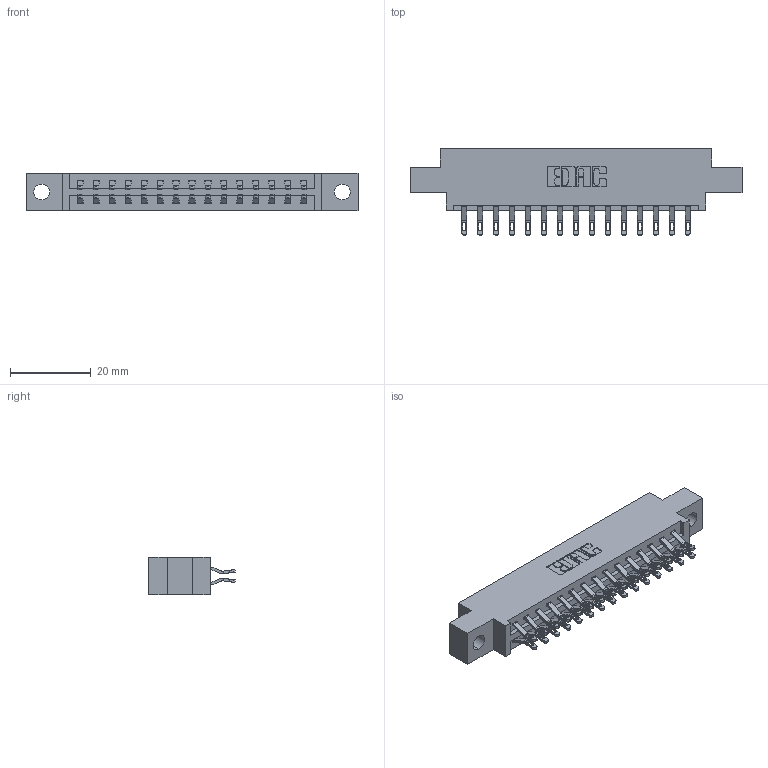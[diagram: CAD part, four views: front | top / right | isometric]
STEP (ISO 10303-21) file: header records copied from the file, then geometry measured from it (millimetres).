
FILE_DESCRIPTION (( 'STEP AP203' ), '1' );
FILE_NAME ('387-030-555-804.STEP', '2019-10-17T14:51:45', ( '' ), ( '' ), 'SwSTEP 2.0', 'SolidWorks 2016', '' );
FILE_SCHEMA (( 'CONFIG_CONTROL_DESIGN' ));
Length unit declared in the file: inch
Products named in the file (3): 387-030-555-804; 337 Part_0.170 Offset - 0.156 Dia-TH; 345-292-001_555 Tail
Assembly tree (31 placements, depth 2):
  387-030-555-804
    337 Part_0.170 Offset - 0.156 Dia-TH
    345-292-001_555 Tail  x30
Bounding box: 82.45 x 21.47 x 9.4 mm (x, y, z)
Volume: 8211.3 mm3; surface area: 9253.8 mm2
Topology: 31 solids, 31 shells, 1918 faces, 5993 edges, 3994 vertices
Faces by surface type: plane 1154, cylinder 764
Entity records: 15583 total; most frequent: CARTESIAN_POINT 2684, ORIENTED_EDGE 2590, DIRECTION 2303, EDGE_CURVE 1295, VECTOR 1147, LINE 1147, VERTEX_POINT 862, AXIS2_PLACEMENT_3D 578
